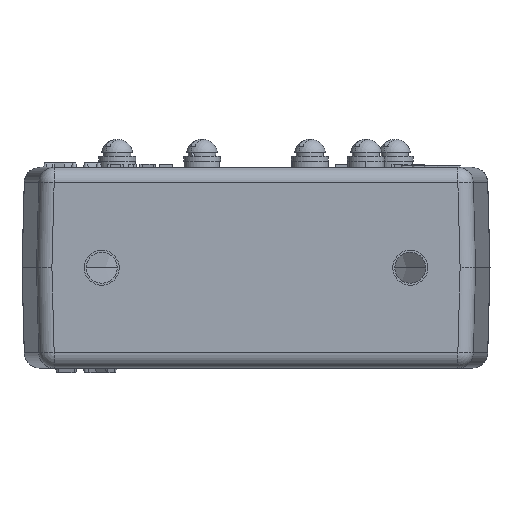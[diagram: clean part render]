
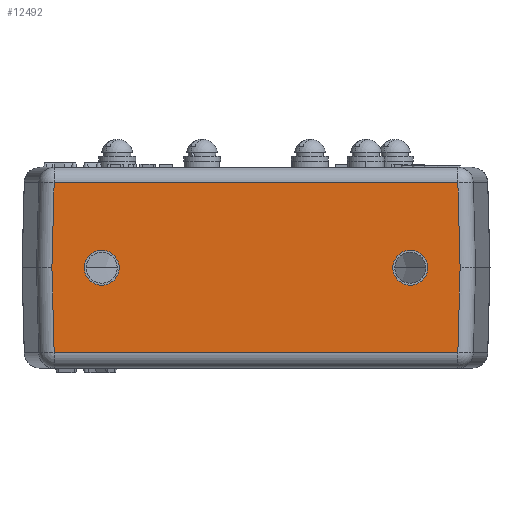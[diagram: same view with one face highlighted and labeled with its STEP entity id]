
A CAD part, front view. The second image highlights one B-rep face of the part: STEP entity #12492.
In plain terms, the highlighted planar face has unit normal (0, -1, 0).
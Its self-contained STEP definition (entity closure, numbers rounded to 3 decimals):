
#650 = EDGE_CURVE ( 'NONE', #7567, #7566, #1734, .T. ) ;
#654 = EDGE_CURVE ( 'NONE', #7569, #7567, #1736, .T. ) ;
#661 = EDGE_CURVE ( 'NONE', #7566, #7571, #1752, .T. ) ;
#667 = EDGE_CURVE ( 'NONE', #7569, #7576, #1762, .T. ) ;
#670 = EDGE_CURVE ( 'NONE', #7576, #7575, #1767, .T. ) ;
#671 = EDGE_CURVE ( 'NONE', #11863, #12164, #1771, .T. ) ;
#672 = EDGE_CURVE ( 'NONE', #7575, #7571, #1766, .T. ) ;
#673 = EDGE_CURVE ( 'NONE', #12054, #11869, #1774, .T. ) ;
#783 = EDGE_CURVE ( 'NONE', #11869, #12054, #1931, .T. ) ;
#786 = EDGE_CURVE ( 'NONE', #12164, #11863, #1936, .T. ) ;
#1730 = VECTOR ( 'NONE', #10214, 1000. ) ;
#1732 = VECTOR ( 'NONE', #10222, 1000. ) ;
#1734 = LINE ( 'NONE', #10206, #1730 ) ;
#1736 = LINE ( 'NONE', #10221, #1732 ) ;
#1752 = LINE ( 'NONE', #10237, #1753 ) ;
#1753 = VECTOR ( 'NONE', #10238, 1000. ) ;
#1759 = VECTOR ( 'NONE', #10255, 1000. ) ;
#1760 = VECTOR ( 'NONE', #10262, 1000. ) ;
#1762 = LINE ( 'NONE', #10248, #1759 ) ;
#1765 = VECTOR ( 'NONE', #10267, 1000. ) ;
#1766 = LINE ( 'NONE', #10266, #1765 ) ;
#1767 = LINE ( 'NONE', #10254, #1760 ) ;
#1771 = CIRCLE ( 'NONE', #2229, 5.657 ) ;
#1774 = CIRCLE ( 'NONE', #2230, 5.657 ) ;
#1931 = CIRCLE ( 'NONE', #2287, 5.657 ) ;
#1936 = CIRCLE ( 'NONE', #2289, 5.657 ) ;
#2229 = AXIS2_PLACEMENT_3D ( 'NONE', #10261, #10264, #10265 ) ;
#2230 = AXIS2_PLACEMENT_3D ( 'NONE', #10258, #10268, #10269 ) ;
#2287 = AXIS2_PLACEMENT_3D ( 'NONE', #10559, #10562, #10563 ) ;
#2289 = AXIS2_PLACEMENT_3D ( 'NONE', #10565, #10571, #10572 ) ;
#2580 = AXIS2_PLACEMENT_3D ( 'NONE', #5098, #5100, #5101 ) ;
#3351 = ORIENTED_EDGE ( 'NONE', *, *, #673, .F. ) ;
#3352 = ORIENTED_EDGE ( 'NONE', *, *, #783, .F. ) ;
#3353 = ORIENTED_EDGE ( 'NONE', *, *, #671, .F. ) ;
#3354 = ORIENTED_EDGE ( 'NONE', *, *, #786, .F. ) ;
#3355 = ORIENTED_EDGE ( 'NONE', *, *, #667, .T. ) ;
#3356 = ORIENTED_EDGE ( 'NONE', *, *, #670, .T. ) ;
#3357 = ORIENTED_EDGE ( 'NONE', *, *, #672, .T. ) ;
#3358 = ORIENTED_EDGE ( 'NONE', *, *, #661, .F. ) ;
#3359 = ORIENTED_EDGE ( 'NONE', *, *, #650, .F. ) ;
#3360 = ORIENTED_EDGE ( 'NONE', *, *, #654, .F. ) ;
#3541 = EDGE_LOOP ( 'NONE', ( #3351, #3352 ) ) ;
#3544 = EDGE_LOOP ( 'NONE', ( #3353, #3354 ) ) ;
#3545 = EDGE_LOOP ( 'NONE', ( #3355, #3356, #3357, #3358, #3359, #3360 ) ) ;
#5098 = CARTESIAN_POINT ( 'NONE',  ( -70., -82., 32.5 ) ) ;
#5099 = PLANE ( 'NONE',  #2580 ) ;
#5100 = DIRECTION ( 'NONE',  ( 0., 1., 0. ) ) ;
#5101 = DIRECTION ( 'NONE',  ( -1., 0., 0. ) ) ;
#5814 = CARTESIAN_POINT ( 'NONE',  ( -65.434, -82., -27.5 ) ) ;
#5815 = CARTESIAN_POINT ( 'NONE',  ( 65.434, -82., -27.5 ) ) ;
#5817 = CARTESIAN_POINT ( 'NONE',  ( 66.155, -82., 0. ) ) ;
#5819 = CARTESIAN_POINT ( 'NONE',  ( -66.155, -82., 0. ) ) ;
#5823 = CARTESIAN_POINT ( 'NONE',  ( -65.434, -82., 27.5 ) ) ;
#5824 = CARTESIAN_POINT ( 'NONE',  ( 65.434, -82., 27.5 ) ) ;
#5899 = CARTESIAN_POINT ( 'NONE',  ( 55.657, -82., 0. ) ) ;
#5905 = CARTESIAN_POINT ( 'NONE',  ( -55.657, -82., 0. ) ) ;
#6088 = CARTESIAN_POINT ( 'NONE',  ( -44.343, -82., 0. ) ) ;
#6198 = CARTESIAN_POINT ( 'NONE',  ( 44.343, -82., 0. ) ) ;
#7337 = FACE_BOUND ( 'NONE', #3541, .T. ) ;
#7345 = FACE_BOUND ( 'NONE', #3544, .T. ) ;
#7347 = FACE_OUTER_BOUND ( 'NONE', #3545, .T. ) ;
#7566 = VERTEX_POINT ( 'NONE', #5814 ) ;
#7567 = VERTEX_POINT ( 'NONE', #5815 ) ;
#7569 = VERTEX_POINT ( 'NONE', #5817 ) ;
#7571 = VERTEX_POINT ( 'NONE', #5819 ) ;
#7575 = VERTEX_POINT ( 'NONE', #5823 ) ;
#7576 = VERTEX_POINT ( 'NONE', #5824 ) ;
#10206 = CARTESIAN_POINT ( 'NONE',  ( -65.302, -82., -27.5 ) ) ;
#10214 = DIRECTION ( 'NONE',  ( -1., 0., 0. ) ) ;
#10221 = CARTESIAN_POINT ( 'NONE',  ( 65.209, -82., -36.048 ) ) ;
#10222 = DIRECTION ( 'NONE',  ( -0.026, 0., -1. ) ) ;
#10237 = CARTESIAN_POINT ( 'NONE',  ( -65.306, -82., -32.377 ) ) ;
#10238 = DIRECTION ( 'NONE',  ( -0.026, 0., 1. ) ) ;
#10248 = CARTESIAN_POINT ( 'NONE',  ( 65.209, -82., 36.048 ) ) ;
#10254 = CARTESIAN_POINT ( 'NONE',  ( -65.302, -82., 27.5 ) ) ;
#10255 = DIRECTION ( 'NONE',  ( -0.026, 0., 1. ) ) ;
#10258 = CARTESIAN_POINT ( 'NONE',  ( -50., -82., 0. ) ) ;
#10261 = CARTESIAN_POINT ( 'NONE',  ( 50., -82., 0. ) ) ;
#10262 = DIRECTION ( 'NONE',  ( -1., 0., 0. ) ) ;
#10264 = DIRECTION ( 'NONE',  ( 0., -1., 0. ) ) ;
#10265 = DIRECTION ( 'NONE',  ( 1., 0., 0. ) ) ;
#10266 = CARTESIAN_POINT ( 'NONE',  ( -65.306, -82., 32.377 ) ) ;
#10267 = DIRECTION ( 'NONE',  ( -0.026, 0., -1. ) ) ;
#10268 = DIRECTION ( 'NONE',  ( 0., -1., 0. ) ) ;
#10269 = DIRECTION ( 'NONE',  ( 1., 0., 0. ) ) ;
#10559 = CARTESIAN_POINT ( 'NONE',  ( -50., -82., 0. ) ) ;
#10562 = DIRECTION ( 'NONE',  ( 0., -1., 0. ) ) ;
#10563 = DIRECTION ( 'NONE',  ( 1., 0., 0. ) ) ;
#10565 = CARTESIAN_POINT ( 'NONE',  ( 50., -82., 0. ) ) ;
#10571 = DIRECTION ( 'NONE',  ( 0., -1., 0. ) ) ;
#10572 = DIRECTION ( 'NONE',  ( 1., 0., 0. ) ) ;
#11863 = VERTEX_POINT ( 'NONE', #5899 ) ;
#11869 = VERTEX_POINT ( 'NONE', #5905 ) ;
#12054 = VERTEX_POINT ( 'NONE', #6088 ) ;
#12164 = VERTEX_POINT ( 'NONE', #6198 ) ;
#12492 = ADVANCED_FACE ( 'NONE', ( #7337, #7345, #7347 ), #5099, .F. ) ;
